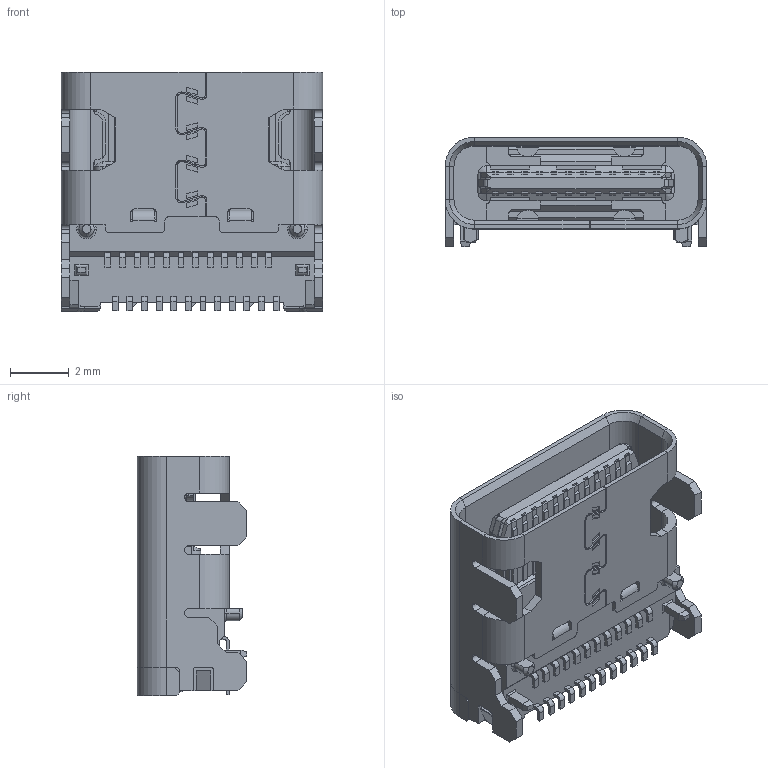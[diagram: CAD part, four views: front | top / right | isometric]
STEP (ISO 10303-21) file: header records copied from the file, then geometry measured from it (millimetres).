
FILE_DESCRIPTION (( 'STEP AP214' ), '1' );
FILE_NAME ('DX07S024JJ3R1300.STEP', '2020-02-09T16:16:05', ( '' ), ( '' ), 'SwSTEP 2.0', 'SolidWorks 2017', '' );
FILE_SCHEMA (( 'AUTOMOTIVE_DESIGN' ));
Length unit declared in the file: millimetre
Products named in the file (1): DX07S024JJ3R1300
Bounding box: 8.94 x 3.74 x 8.17 mm (x, y, z)
Volume: 127.2 mm3; surface area: 603 mm2
Topology: 52 solids, 52 shells, 1450 faces, 3668 edges, 2340 vertices
Faces by surface type: plane 1206, cylinder 216, cone 14, torus 14
Entity records: 43435 total; most frequent: CARTESIAN_POINT 7859, ORIENTED_EDGE 7336, DIRECTION 6952, EDGE_CURVE 3668, VECTOR 3170, LINE 3170, VERTEX_POINT 2340, AXIS2_PLACEMENT_3D 1891
